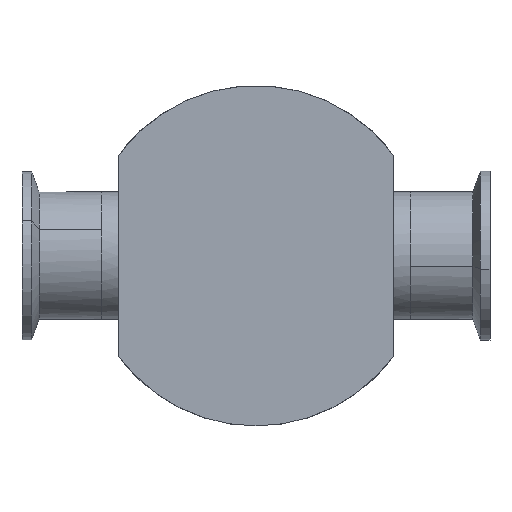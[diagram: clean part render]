
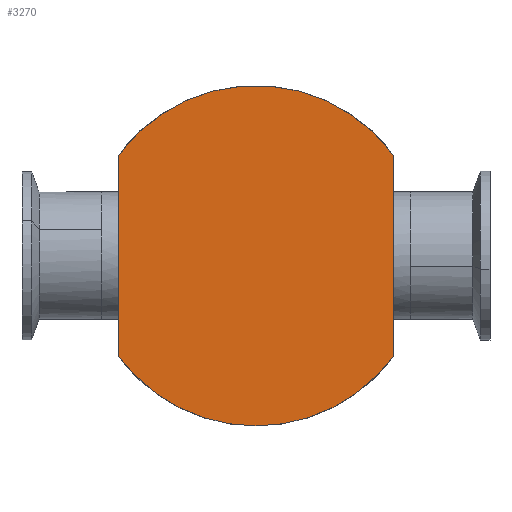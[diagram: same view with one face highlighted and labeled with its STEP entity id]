
A CAD part, front view. The second image highlights one B-rep face of the part: STEP entity #3270.
In plain terms, the highlighted planar face has unit normal (0, -1, 0).
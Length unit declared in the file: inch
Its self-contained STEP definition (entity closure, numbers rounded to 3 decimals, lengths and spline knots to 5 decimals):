
#64 = DIRECTION ( 'NONE',  ( 0., 0., -1. ) ) ;
#81 = AXIS2_PLACEMENT_3D ( 'NONE', #1941, #417, #1447 ) ;
#165 = ORIENTED_EDGE ( 'NONE', *, *, #1374, .T. ) ;
#216 = LINE ( 'NONE', #3025, #2307 ) ;
#239 = DIRECTION ( 'NONE',  ( 0., 0., -1. ) ) ;
#257 = ORIENTED_EDGE ( 'NONE', *, *, #559, .T. ) ;
#281 = CARTESIAN_POINT ( 'NONE',  ( 1.614, 0., 1.1811 ) ) ;
#334 = ORIENTED_EDGE ( 'NONE', *, *, #1588, .T. ) ;
#373 = VERTEX_POINT ( 'NONE', #572 ) ;
#417 = DIRECTION ( 'NONE',  ( 0., -1., 0. ) ) ;
#543 = DIRECTION ( 'NONE',  ( 0., 0., -1. ) ) ;
#547 = VERTEX_POINT ( 'NONE', #1503 ) ;
#559 = EDGE_CURVE ( 'NONE', #1574, #1423, #216, .T. ) ;
#572 = CARTESIAN_POINT ( 'NONE',  ( -1.614, 0., -1.1811 ) ) ;
#759 = CARTESIAN_POINT ( 'NONE',  ( -1.614, 0., 0. ) ) ;
#892 = ORIENTED_EDGE ( 'NONE', *, *, #3026, .T. ) ;
#920 = AXIS2_PLACEMENT_3D ( 'NONE', #1168, #1409, #1375 ) ;
#967 = LINE ( 'NONE', #759, #2138 ) ;
#1034 = DIRECTION ( 'NONE',  ( 0., 0., 1. ) ) ;
#1168 = CARTESIAN_POINT ( 'NONE',  ( 0., 0., 0. ) ) ;
#1287 = FACE_OUTER_BOUND ( 'NONE', #2669, .T. ) ;
#1314 = CARTESIAN_POINT ( 'NONE',  ( 0., 0., 0. ) ) ;
#1364 = CARTESIAN_POINT ( 'NONE',  ( 0., 0., -2. ) ) ;
#1374 = EDGE_CURVE ( 'NONE', #547, #373, #967, .T. ) ;
#1375 = DIRECTION ( 'NONE',  ( 0., 0., -1. ) ) ;
#1407 = VERTEX_POINT ( 'NONE', #1364 ) ;
#1409 = DIRECTION ( 'NONE',  ( 0., -1., 0. ) ) ;
#1423 = VERTEX_POINT ( 'NONE', #281 ) ;
#1447 = DIRECTION ( 'NONE',  ( 0., 0., -1. ) ) ;
#1503 = CARTESIAN_POINT ( 'NONE',  ( -1.614, 0., 1.1811 ) ) ;
#1574 = VERTEX_POINT ( 'NONE', #1925 ) ;
#1588 = EDGE_CURVE ( 'NONE', #373, #1407, #1626, .T. ) ;
#1626 = CIRCLE ( 'NONE', #920, 2. ) ;
#1851 = DIRECTION ( 'NONE',  ( 0., -1., 0. ) ) ;
#1925 = CARTESIAN_POINT ( 'NONE',  ( 1.614, 0., -1.1811 ) ) ;
#1941 = CARTESIAN_POINT ( 'NONE',  ( 0., 0., 0. ) ) ;
#1998 = AXIS2_PLACEMENT_3D ( 'NONE', #2822, #1851, #64 ) ;
#2138 = VECTOR ( 'NONE', #239, 39.37008 ) ;
#2143 = CIRCLE ( 'NONE', #3104, 2. ) ;
#2149 = ORIENTED_EDGE ( 'NONE', *, *, #2585, .T. ) ;
#2277 = DIRECTION ( 'NONE',  ( 0., -1., 0. ) ) ;
#2307 = VECTOR ( 'NONE', #1034, 39.37008 ) ;
#2513 = CIRCLE ( 'NONE', #1998, 2. ) ;
#2585 = EDGE_CURVE ( 'NONE', #1423, #547, #2513, .T. ) ;
#2669 = EDGE_LOOP ( 'NONE', ( #334, #892, #257, #2149, #165 ) ) ;
#2822 = CARTESIAN_POINT ( 'NONE',  ( 0., 0., 0. ) ) ;
#3025 = CARTESIAN_POINT ( 'NONE',  ( 1.614, 0., 0. ) ) ;
#3026 = EDGE_CURVE ( 'NONE', #1407, #1574, #2143, .T. ) ;
#3104 = AXIS2_PLACEMENT_3D ( 'NONE', #1314, #2277, #543 ) ;
#3168 = PLANE ( 'NONE',  #81 ) ;
#3270 = ADVANCED_FACE ( 'NONE', ( #1287 ), #3168, .T. ) ;
